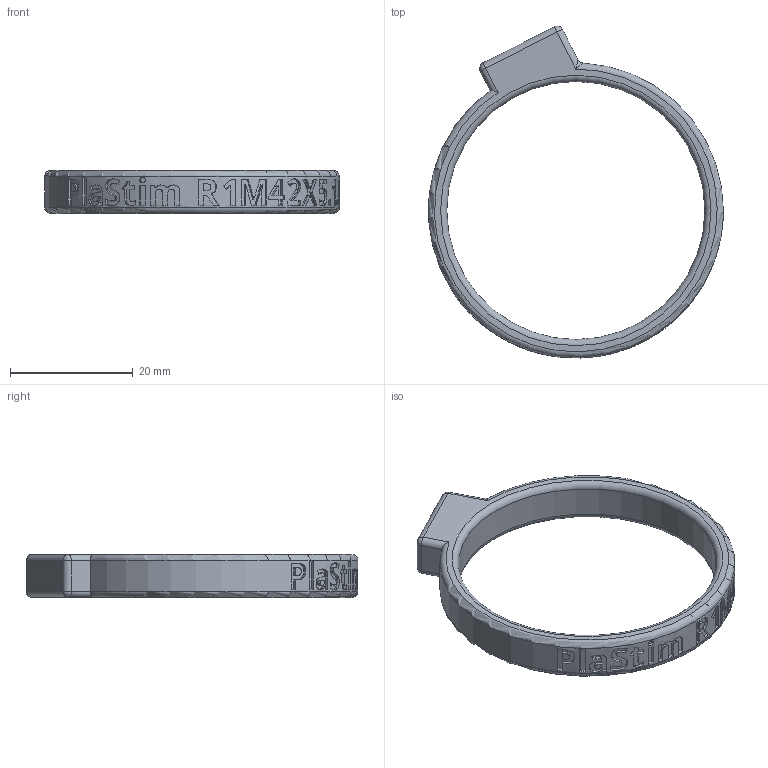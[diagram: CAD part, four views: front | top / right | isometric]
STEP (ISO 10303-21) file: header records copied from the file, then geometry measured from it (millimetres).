
FILE_DESCRIPTION(/* description */ ('STEP AP242 Edition 2','CAx-IF Rec.Pracs.---Representation and Presentation of Product Manufacturing Information (PMI)---4.0---2014-10-13','CAx-IF Rec.Pracs.---3D Tessellated Geometry---0.4---2014-09-14','2;1','CAx-IF Rec.Pracs.---User Defined Attributes---1.5---2016-08-15'),/* implementation_level */ '2;1');
FILE_NAME(/* name */ '694d700051c68fc3d79a1fab',/* time_stamp */ '2025-12-25T17:10:24Z',/* author */ (''),/* organization */ (''),/* preprocessor_version */ 'ST-DEVELOPER v20',/* originating_system */ 'ONSHAPE BY PTC INC, 1.208',/* authorisation */ ' ');
FILE_SCHEMA (('AP242_MANAGED_MODEL_BASED_3D_ENGINEERING_MIM_LF { 1 0 10303 442 3 1 4 }'));
Length unit declared in the file: metre
Products named in the file (2): Conductor; Insulator
Bounding box: 47.94 x 54 x 7 mm (x, y, z)
Volume: 3137.1 mm3; surface area: 6004.3 mm2
Topology: 2 solids, 2 shells, 362 faces, 978 edges, 640 vertices
Faces by surface type: plane 158, bspline 118, cylinder 77, torus 5, sphere 4
Full cylindrical faces by diameter (mm): 4 x1, 42 x1
Entity records: 12166 total; most frequent: CARTESIAN_POINT 3822, ORIENTED_EDGE 1934, DIRECTION 1368, EDGE_CURVE 967, VERTEX_POINT 640, AXIS2_PLACEMENT_3D 471, LINE 426, VECTOR 426
